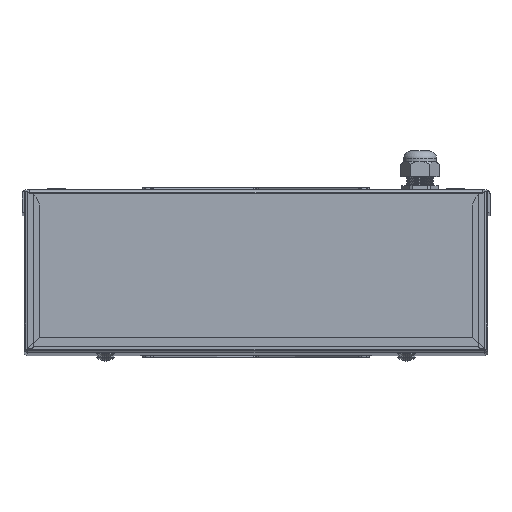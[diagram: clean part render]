
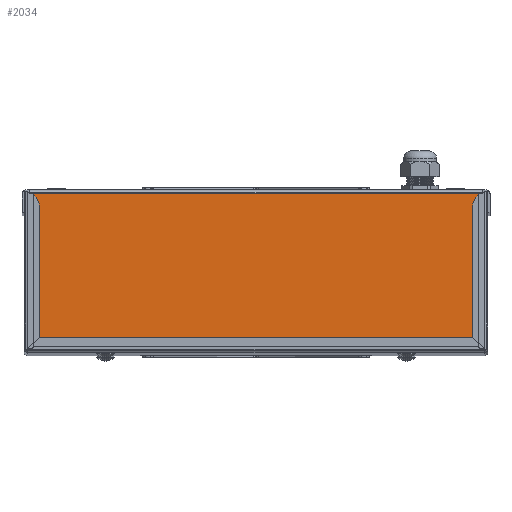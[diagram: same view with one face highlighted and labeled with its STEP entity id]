
A CAD part, top view. The second image highlights one B-rep face of the part: STEP entity #2034.
In plain terms, the highlighted planar face has unit normal (0, 0, 1).
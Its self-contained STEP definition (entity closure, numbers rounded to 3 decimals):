
#2034 = ADVANCED_FACE( '', ( #3860 ), #3861, .T. );
#3860 = FACE_OUTER_BOUND( '', #6987, .T. );
#3861 = PLANE( '', #6988 );
#6987 = EDGE_LOOP( '', ( #11114, #11115, #11116, #11117, #11118, #11119 ) );
#6988 = AXIS2_PLACEMENT_3D( '', #11120, #11121, #11122 );
#11114 = ORIENTED_EDGE( '', *, *, #14830, .F. );
#11115 = ORIENTED_EDGE( '', *, *, #14831, .T. );
#11116 = ORIENTED_EDGE( '', *, *, #14832, .F. );
#11117 = ORIENTED_EDGE( '', *, *, #14833, .F. );
#11118 = ORIENTED_EDGE( '', *, *, #14439, .T. );
#11119 = ORIENTED_EDGE( '', *, *, #14834, .T. );
#11120 = CARTESIAN_POINT( '', ( 150.5, 6.151, 623. ) );
#11121 = DIRECTION( '', ( 0., 0., 1. ) );
#11122 = DIRECTION( '', ( 0., -1., 0. ) );
#14439 = EDGE_CURVE( '', #17288, #15917, #17289, .T. );
#14830 = EDGE_CURVE( '', #17820, #17821, #17822, .T. );
#14831 = EDGE_CURVE( '', #17820, #17823, #17824, .T. );
#14832 = EDGE_CURVE( '', #16277, #17823, #17825, .T. );
#14833 = EDGE_CURVE( '', #17288, #16277, #17826, .T. );
#14834 = EDGE_CURVE( '', #15917, #17821, #17827, .T. );
#15917 = VERTEX_POINT( '', #18889 );
#16277 = VERTEX_POINT( '', #19439 );
#17288 = VERTEX_POINT( '', #21066 );
#17289 = LINE( '', #21067, #21068 );
#17820 = VERTEX_POINT( '', #21954 );
#17821 = VERTEX_POINT( '', #21955 );
#17822 = LINE( '', #21956, #21957 );
#17823 = VERTEX_POINT( '', #21958 );
#17824 = LINE( '', #21959, #21960 );
#17825 = LINE( '', #21961, #21962 );
#17826 = LINE( '', #21963, #21964 );
#17827 = LINE( '', #21965, #21966 );
#18889 = CARTESIAN_POINT( '', ( 147.89, -96.89, 623. ) );
#19439 = CARTESIAN_POINT( '', ( -147.89, 4.888, 623. ) );
#21066 = CARTESIAN_POINT( '', ( -147.89, -96.89, 623. ) );
#21067 = CARTESIAN_POINT( '', ( 147.89, -96.89, 623. ) );
#21068 = VECTOR( '', #24113, 1000. );
#21954 = CARTESIAN_POINT( '', ( 147.89, 4.89, 623. ) );
#21955 = CARTESIAN_POINT( '', ( 147.89, 4.888, 623. ) );
#21956 = CARTESIAN_POINT( '', ( 147.89, -96.888, 623. ) );
#21957 = VECTOR( '', #24472, 1000. );
#21958 = CARTESIAN_POINT( '', ( -147.89, 4.89, 623. ) );
#21959 = CARTESIAN_POINT( '', ( 150.5, 4.89, 623. ) );
#21960 = VECTOR( '', #24473, 1000. );
#21961 = CARTESIAN_POINT( '', ( -147.89, 4.888, 623. ) );
#21962 = VECTOR( '', #24474, 1000. );
#21963 = CARTESIAN_POINT( '', ( -147.89, 4.888, 623. ) );
#21964 = VECTOR( '', #24475, 1000. );
#21965 = CARTESIAN_POINT( '', ( 147.89, -96.888, 623. ) );
#21966 = VECTOR( '', #24476, 1000. );
#24113 = DIRECTION( '', ( 1., 0., 0. ) );
#24472 = DIRECTION( '', ( 0., -1., 0. ) );
#24473 = DIRECTION( '', ( -1., 0., 0. ) );
#24474 = DIRECTION( '', ( 0., 1., 0. ) );
#24475 = DIRECTION( '', ( 0., 1., 0. ) );
#24476 = DIRECTION( '', ( 0., 1., 0. ) );
